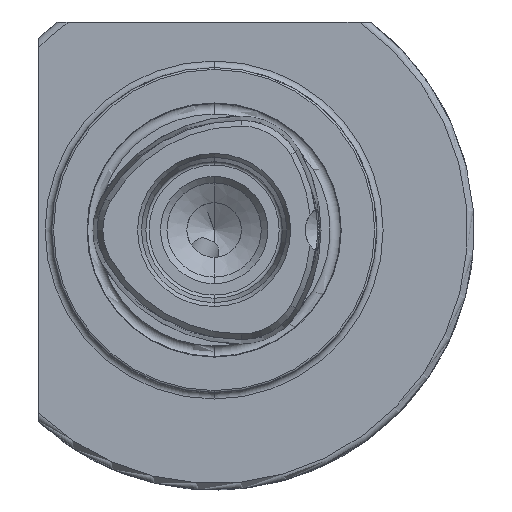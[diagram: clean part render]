
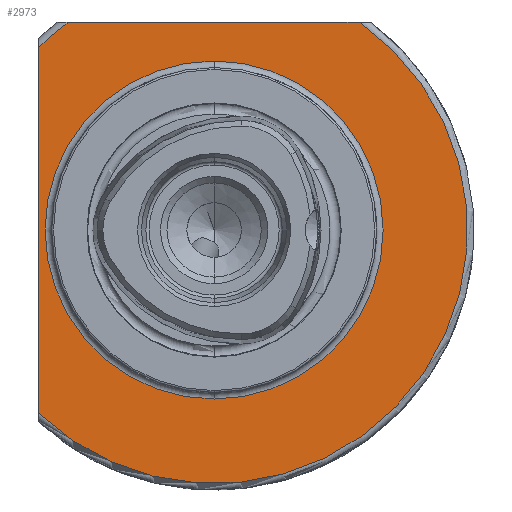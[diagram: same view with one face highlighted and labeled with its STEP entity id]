
A CAD part, left-side view. The second image highlights one B-rep face of the part: STEP entity #2973.
In plain terms, the highlighted planar face has unit normal (-1, 0, 0).
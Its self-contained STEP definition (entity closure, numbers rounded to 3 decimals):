
#22 = LINE ( 'NONE', #5343, #6322 ) ;
#58 = DIRECTION ( 'NONE',  ( 0., 0., 1. ) ) ;
#60 = FACE_OUTER_BOUND ( 'NONE', #7271, .T. ) ;
#489 = AXIS2_PLACEMENT_3D ( 'NONE', #7366, #1109, #58 ) ;
#578 = DIRECTION ( 'NONE',  ( -1., 0., 0. ) ) ;
#742 = PLANE ( 'NONE',  #1055 ) ;
#998 = DIRECTION ( 'NONE',  ( 0., 0., 1. ) ) ;
#1054 = DIRECTION ( 'NONE',  ( 0., 0., -1. ) ) ;
#1055 = AXIS2_PLACEMENT_3D ( 'NONE', #3337, #3151, #3260 ) ;
#1090 = EDGE_CURVE ( 'NONE', #2350, #1360, #1948, .T. ) ;
#1109 = DIRECTION ( 'NONE',  ( -1., 0., 0. ) ) ;
#1193 = CARTESIAN_POINT ( 'NONE',  ( 21., -22.293, 32. ) ) ;
#1208 = CARTESIAN_POINT ( 'NONE',  ( 21., 0., 0. ) ) ;
#1315 = EDGE_LOOP ( 'NONE', ( #7214, #4441 ) ) ;
#1360 = VERTEX_POINT ( 'NONE', #5681 ) ;
#1594 = VECTOR ( 'NONE', #1054, 1000. ) ;
#1674 = CARTESIAN_POINT ( 'NONE',  ( 21., 27., 0. ) ) ;
#1948 = LINE ( 'NONE', #1674, #1594 ) ;
#2350 = VERTEX_POINT ( 'NONE', #6646 ) ;
#2395 = VERTEX_POINT ( 'NONE', #6090 ) ;
#2786 = AXIS2_PLACEMENT_3D ( 'NONE', #1208, #4250, #7796 ) ;
#2880 = DIRECTION ( 'NONE',  ( 0., -1., 0. ) ) ;
#2973 = ADVANCED_FACE ( 'NONE', ( #7804, #60 ), #742, .F. ) ;
#3027 = CIRCLE ( 'NONE', #3930, 26. ) ;
#3028 = ORIENTED_EDGE ( 'NONE', *, *, #5781, .T. ) ;
#3151 = DIRECTION ( 'NONE',  ( 1., 0., 0. ) ) ;
#3260 = DIRECTION ( 'NONE',  ( 0., 0., -1. ) ) ;
#3329 = DIRECTION ( 'NONE',  ( -1., 0., 0. ) ) ;
#3337 = CARTESIAN_POINT ( 'NONE',  ( 21., 26., 0. ) ) ;
#3617 = CIRCLE ( 'NONE', #2786, 39. ) ;
#3723 = CIRCLE ( 'NONE', #489, 39. ) ;
#3745 = EDGE_CURVE ( 'NONE', #5391, #4919, #7211, .T. ) ;
#3930 = AXIS2_PLACEMENT_3D ( 'NONE', #7033, #3329, #7656 ) ;
#4250 = DIRECTION ( 'NONE',  ( -1., 0., 0. ) ) ;
#4441 = ORIENTED_EDGE ( 'NONE', *, *, #7839, .F. ) ;
#4587 = AXIS2_PLACEMENT_3D ( 'NONE', #4721, #578, #998 ) ;
#4721 = CARTESIAN_POINT ( 'NONE',  ( 21., 0., 0. ) ) ;
#4919 = VERTEX_POINT ( 'NONE', #5673 ) ;
#5079 = ORIENTED_EDGE ( 'NONE', *, *, #6208, .F. ) ;
#5343 = CARTESIAN_POINT ( 'NONE',  ( 21., 26., 32. ) ) ;
#5391 = VERTEX_POINT ( 'NONE', #7709 ) ;
#5550 = VERTEX_POINT ( 'NONE', #1193 ) ;
#5673 = CARTESIAN_POINT ( 'NONE',  ( 21., 0., -26. ) ) ;
#5681 = CARTESIAN_POINT ( 'NONE',  ( 21., 27., -28.142 ) ) ;
#5781 = EDGE_CURVE ( 'NONE', #2395, #2350, #3723, .T. ) ;
#6073 = EDGE_CURVE ( 'NONE', #1360, #5550, #3617, .T. ) ;
#6090 = CARTESIAN_POINT ( 'NONE',  ( 21., 22.293, 32. ) ) ;
#6208 = EDGE_CURVE ( 'NONE', #2395, #5550, #22, .T. ) ;
#6322 = VECTOR ( 'NONE', #2880, 1000. ) ;
#6646 = CARTESIAN_POINT ( 'NONE',  ( 21., 27., 28.142 ) ) ;
#7033 = CARTESIAN_POINT ( 'NONE',  ( 21., 0., 0. ) ) ;
#7211 = CIRCLE ( 'NONE', #4587, 26. ) ;
#7214 = ORIENTED_EDGE ( 'NONE', *, *, #3745, .F. ) ;
#7271 = EDGE_LOOP ( 'NONE', ( #3028, #7672, #7806, #5079 ) ) ;
#7366 = CARTESIAN_POINT ( 'NONE',  ( 21., 0., 0. ) ) ;
#7656 = DIRECTION ( 'NONE',  ( 0., 0., 1. ) ) ;
#7672 = ORIENTED_EDGE ( 'NONE', *, *, #1090, .T. ) ;
#7709 = CARTESIAN_POINT ( 'NONE',  ( 21., 0., 26. ) ) ;
#7796 = DIRECTION ( 'NONE',  ( 0., 0., 1. ) ) ;
#7804 = FACE_BOUND ( 'NONE', #1315, .T. ) ;
#7806 = ORIENTED_EDGE ( 'NONE', *, *, #6073, .T. ) ;
#7839 = EDGE_CURVE ( 'NONE', #4919, #5391, #3027, .T. ) ;
